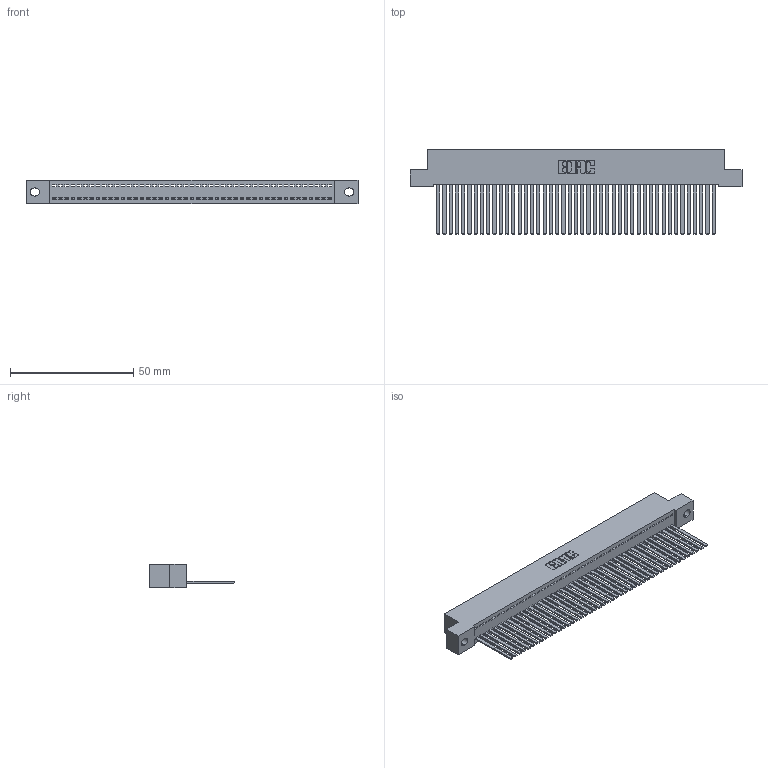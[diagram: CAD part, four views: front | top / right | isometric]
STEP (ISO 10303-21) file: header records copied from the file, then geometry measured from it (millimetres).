
FILE_DESCRIPTION (( 'STEP AP203' ), '1' );
FILE_NAME ('342-045-544-102.STEP', '2018-08-12T15:32:05', ( '' ), ( '' ), 'SwSTEP 2.0', 'SolidWorks 2016', '' );
FILE_SCHEMA (( 'CONFIG_CONTROL_DESIGN' ));
Length unit declared in the file: inch
Products named in the file (3): 345-292-001_345-293-144; 342-045-544-102; 342 Part_.128 Slot
Assembly tree (46 placements, depth 2):
  342-045-544-102
    342 Part_.128 Slot
    345-292-001_345-293-144  x45
Bounding box: 134.62 x 34.3 x 9.4 mm (x, y, z)
Volume: 12283.5 mm3; surface area: 19336.7 mm2
Topology: 46 solids, 46 shells, 2454 faces, 7421 edges, 4886 vertices
Faces by surface type: plane 1780, cylinder 674
Entity records: 26941 total; most frequent: CARTESIAN_POINT 4653, ORIENTED_EDGE 4634, DIRECTION 3915, EDGE_CURVE 2317, VECTOR 2193, LINE 2193, VERTEX_POINT 1542, AXIS2_PLACEMENT_3D 861
